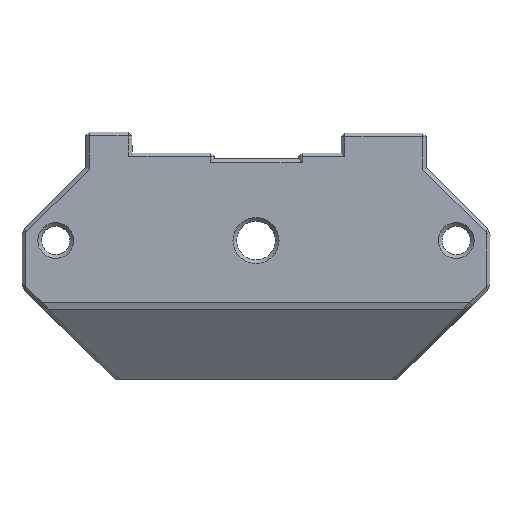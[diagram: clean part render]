
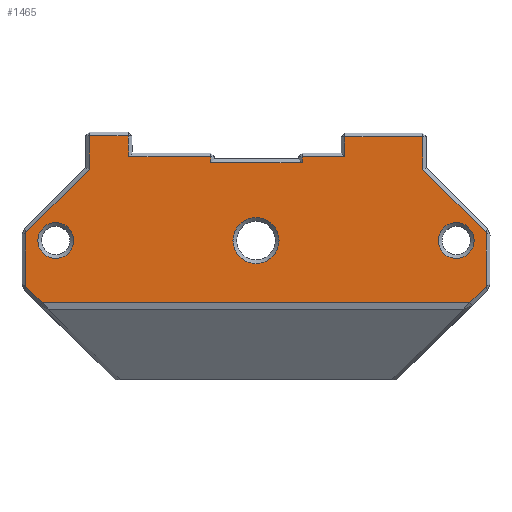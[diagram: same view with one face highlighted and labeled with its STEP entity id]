
A CAD part, top view. The second image highlights one B-rep face of the part: STEP entity #1465.
In plain terms, the highlighted planar face has unit normal (0, 0, 1).
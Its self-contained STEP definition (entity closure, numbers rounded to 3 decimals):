
#26=FACE_BOUND('',#229,.T.);
#27=FACE_BOUND('',#230,.T.);
#28=FACE_BOUND('',#231,.T.);
#30=PLANE('',#1590);
#125=FACE_OUTER_BOUND('',#228,.T.);
#228=EDGE_LOOP('',(#1082,#1083,#1084,#1085,#1086,#1087,#1088,#1089,#1090,
#1091,#1092,#1093,#1094,#1095,#1096,#1097,#1098,#1099));
#229=EDGE_LOOP('',(#1100));
#230=EDGE_LOOP('',(#1101));
#231=EDGE_LOOP('',(#1102));
#347=LINE('',#2184,#535);
#348=LINE('',#2186,#536);
#349=LINE('',#2190,#537);
#350=LINE('',#2192,#538);
#351=LINE('',#2194,#539);
#352=LINE('',#2196,#540);
#353=LINE('',#2198,#541);
#354=LINE('',#2200,#542);
#355=LINE('',#2202,#543);
#356=LINE('',#2204,#544);
#357=LINE('',#2206,#545);
#358=LINE('',#2208,#546);
#359=LINE('',#2210,#547);
#360=LINE('',#2212,#548);
#361=LINE('',#2214,#549);
#362=LINE('',#2216,#550);
#363=LINE('',#2217,#551);
#535=VECTOR('',#1753,10.);
#536=VECTOR('',#1754,10.);
#537=VECTOR('',#1757,10.);
#538=VECTOR('',#1758,10.);
#539=VECTOR('',#1759,10.);
#540=VECTOR('',#1760,10.);
#541=VECTOR('',#1761,10.);
#542=VECTOR('',#1762,10.);
#543=VECTOR('',#1763,10.);
#544=VECTOR('',#1764,10.);
#545=VECTOR('',#1765,10.);
#546=VECTOR('',#1766,10.);
#547=VECTOR('',#1767,10.);
#548=VECTOR('',#1768,10.);
#549=VECTOR('',#1769,10.);
#550=VECTOR('',#1770,10.);
#551=VECTOR('',#1771,10.);
#709=CIRCLE('',#1589,1.95);
#710=CIRCLE('',#1591,35.938);
#711=CIRCLE('',#1592,1.95);
#712=CIRCLE('',#1593,2.5);
#742=VERTEX_POINT('',#2178);
#743=VERTEX_POINT('',#2182);
#744=VERTEX_POINT('',#2183);
#745=VERTEX_POINT('',#2185);
#746=VERTEX_POINT('',#2187);
#747=VERTEX_POINT('',#2189);
#748=VERTEX_POINT('',#2191);
#749=VERTEX_POINT('',#2193);
#750=VERTEX_POINT('',#2195);
#751=VERTEX_POINT('',#2197);
#752=VERTEX_POINT('',#2199);
#753=VERTEX_POINT('',#2201);
#754=VERTEX_POINT('',#2203);
#755=VERTEX_POINT('',#2205);
#756=VERTEX_POINT('',#2207);
#757=VERTEX_POINT('',#2209);
#758=VERTEX_POINT('',#2211);
#759=VERTEX_POINT('',#2213);
#760=VERTEX_POINT('',#2215);
#761=VERTEX_POINT('',#2218);
#762=VERTEX_POINT('',#2220);
#858=EDGE_CURVE('',#742,#742,#709,.T.);
#860=EDGE_CURVE('',#743,#744,#347,.T.);
#861=EDGE_CURVE('',#745,#743,#348,.T.);
#862=EDGE_CURVE('',#746,#745,#710,.T.);
#863=EDGE_CURVE('',#747,#746,#349,.T.);
#864=EDGE_CURVE('',#748,#747,#350,.T.);
#865=EDGE_CURVE('',#749,#748,#351,.T.);
#866=EDGE_CURVE('',#750,#749,#352,.T.);
#867=EDGE_CURVE('',#751,#750,#353,.T.);
#868=EDGE_CURVE('',#752,#751,#354,.T.);
#869=EDGE_CURVE('',#753,#752,#355,.T.);
#870=EDGE_CURVE('',#754,#753,#356,.T.);
#871=EDGE_CURVE('',#755,#754,#357,.T.);
#872=EDGE_CURVE('',#756,#755,#358,.T.);
#873=EDGE_CURVE('',#757,#756,#359,.T.);
#874=EDGE_CURVE('',#758,#757,#360,.T.);
#875=EDGE_CURVE('',#759,#758,#361,.T.);
#876=EDGE_CURVE('',#760,#759,#362,.T.);
#877=EDGE_CURVE('',#744,#760,#363,.T.);
#878=EDGE_CURVE('',#761,#761,#711,.T.);
#879=EDGE_CURVE('',#762,#762,#712,.T.);
#1082=ORIENTED_EDGE('',*,*,#860,.F.);
#1083=ORIENTED_EDGE('',*,*,#861,.F.);
#1084=ORIENTED_EDGE('',*,*,#862,.F.);
#1085=ORIENTED_EDGE('',*,*,#863,.F.);
#1086=ORIENTED_EDGE('',*,*,#864,.F.);
#1087=ORIENTED_EDGE('',*,*,#865,.F.);
#1088=ORIENTED_EDGE('',*,*,#866,.F.);
#1089=ORIENTED_EDGE('',*,*,#867,.F.);
#1090=ORIENTED_EDGE('',*,*,#868,.F.);
#1091=ORIENTED_EDGE('',*,*,#869,.F.);
#1092=ORIENTED_EDGE('',*,*,#870,.F.);
#1093=ORIENTED_EDGE('',*,*,#871,.F.);
#1094=ORIENTED_EDGE('',*,*,#872,.F.);
#1095=ORIENTED_EDGE('',*,*,#873,.F.);
#1096=ORIENTED_EDGE('',*,*,#874,.F.);
#1097=ORIENTED_EDGE('',*,*,#875,.F.);
#1098=ORIENTED_EDGE('',*,*,#876,.F.);
#1099=ORIENTED_EDGE('',*,*,#877,.F.);
#1100=ORIENTED_EDGE('',*,*,#878,.F.);
#1101=ORIENTED_EDGE('',*,*,#879,.F.);
#1102=ORIENTED_EDGE('',*,*,#858,.F.);
#1465=ADVANCED_FACE('',(#125,#26,#27,#28),#30,.T.);
#1589=AXIS2_PLACEMENT_3D('',#2179,#1748,#1749);
#1590=AXIS2_PLACEMENT_3D('',#2181,#1751,#1752);
#1591=AXIS2_PLACEMENT_3D('',#2188,#1755,#1756);
#1592=AXIS2_PLACEMENT_3D('',#2219,#1772,#1773);
#1593=AXIS2_PLACEMENT_3D('',#2221,#1774,#1775);
#1748=DIRECTION('center_axis',(0.,0.,1.));
#1749=DIRECTION('ref_axis',(-1.,0.,0.));
#1751=DIRECTION('center_axis',(0.,0.,1.));
#1752=DIRECTION('ref_axis',(-1.,0.,0.));
#1753=DIRECTION('',(0.,-1.,0.));
#1754=DIRECTION('',(1.,0.,0.));
#1755=DIRECTION('center_axis',(0.,0.,1.));
#1756=DIRECTION('ref_axis',(-1.,0.015,0.));
#1757=DIRECTION('',(1.,0.,0.));
#1758=DIRECTION('',(0.,1.,0.));
#1759=DIRECTION('',(0.707,0.707,0.));
#1760=DIRECTION('',(0.,1.,0.));
#1761=DIRECTION('',(-0.713,0.701,0.));
#1762=DIRECTION('',(-1.,0.,0.));
#1763=DIRECTION('',(-0.713,-0.701,0.));
#1764=DIRECTION('',(0.,-1.,0.));
#1765=DIRECTION('',(0.707,-0.707,0.));
#1766=DIRECTION('',(0.,-1.,0.));
#1767=DIRECTION('',(1.,0.,0.));
#1768=DIRECTION('',(0.,1.,0.));
#1769=DIRECTION('',(1.,0.,0.));
#1770=DIRECTION('',(0.,1.,0.));
#1771=DIRECTION('',(1.,0.,0.));
#1772=DIRECTION('center_axis',(0.,0.,1.));
#1773=DIRECTION('ref_axis',(-1.,0.,0.));
#1774=DIRECTION('center_axis',(0.,0.,1.));
#1775=DIRECTION('ref_axis',(-1.,0.,0.));
#2178=CARTESIAN_POINT('',(171.417,-130.707,124.914));
#2179=CARTESIAN_POINT('Origin',(169.467,-130.707,124.914));
#2181=CARTESIAN_POINT('Origin',(147.717,-132.379,124.914));
#2182=CARTESIAN_POINT('',(142.788,-121.599,124.914));
#2183=CARTESIAN_POINT('',(142.788,-122.23,124.914));
#2184=CARTESIAN_POINT('',(142.788,-127.104,124.914));
#2185=CARTESIAN_POINT('',(133.901,-121.599,124.914));
#2186=CARTESIAN_POINT('',(145.453,-121.599,124.914));
#2187=CARTESIAN_POINT('',(133.838,-119.329,124.914));
#2188=CARTESIAN_POINT('Origin',(169.776,-119.465,124.914));
#2189=CARTESIAN_POINT('',(129.617,-119.329,124.914));
#2190=CARTESIAN_POINT('',(140.979,-119.329,124.914));
#2191=CARTESIAN_POINT('',(129.617,-122.952,124.914));
#2192=CARTESIAN_POINT('',(129.617,-125.654,124.914));
#2193=CARTESIAN_POINT('',(122.697,-129.872,124.914));
#2194=CARTESIAN_POINT('',(131.727,-120.843,124.914));
#2195=CARTESIAN_POINT('',(122.697,-135.676,124.914));
#2196=CARTESIAN_POINT('',(122.697,-131.043,124.914));
#2197=CARTESIAN_POINT('',(124.482,-137.429,124.914));
#2198=CARTESIAN_POINT('',(128.18,-141.062,124.914));
#2199=CARTESIAN_POINT('',(170.952,-137.429,124.914));
#2200=CARTESIAN_POINT('',(143.904,-137.429,124.914));
#2201=CARTESIAN_POINT('',(172.737,-135.676,124.914));
#2202=CARTESIAN_POINT('',(162.171,-146.055,124.914));
#2203=CARTESIAN_POINT('',(172.737,-129.872,124.914));
#2204=CARTESIAN_POINT('',(172.737,-134.112,124.914));
#2205=CARTESIAN_POINT('',(165.817,-122.952,124.914));
#2206=CARTESIAN_POINT('',(167.167,-124.303,124.914));
#2207=CARTESIAN_POINT('',(165.817,-119.429,124.914));
#2208=CARTESIAN_POINT('',(165.817,-127.583,124.914));
#2209=CARTESIAN_POINT('',(157.366,-119.429,124.914));
#2210=CARTESIAN_POINT('',(156.967,-119.429,124.914));
#2211=CARTESIAN_POINT('',(157.366,-121.599,124.914));
#2212=CARTESIAN_POINT('',(157.366,-125.704,124.914));
#2213=CARTESIAN_POINT('',(152.726,-121.599,124.914));
#2214=CARTESIAN_POINT('',(152.341,-121.599,124.914));
#2215=CARTESIAN_POINT('',(152.726,-122.23,124.914));
#2216=CARTESIAN_POINT('',(152.726,-126.789,124.914));
#2217=CARTESIAN_POINT('',(150.022,-122.23,124.914));
#2218=CARTESIAN_POINT('',(127.917,-130.707,124.914));
#2219=CARTESIAN_POINT('Origin',(125.967,-130.707,124.914));
#2220=CARTESIAN_POINT('',(150.217,-130.707,124.914));
#2221=CARTESIAN_POINT('Origin',(147.717,-130.707,124.914));
